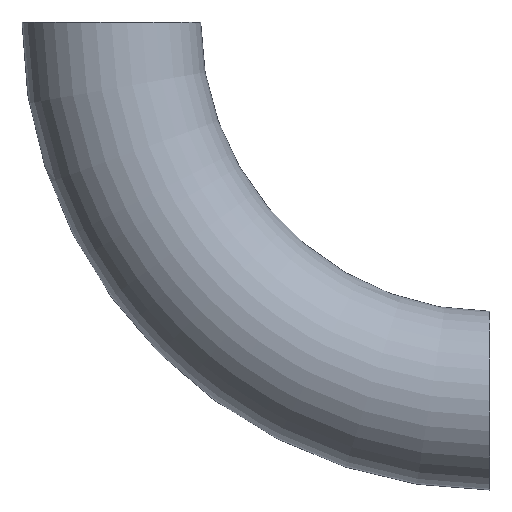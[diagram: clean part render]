
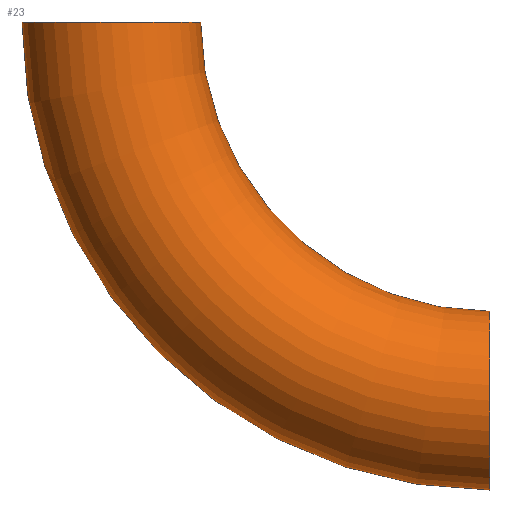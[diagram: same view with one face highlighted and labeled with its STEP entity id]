
A CAD part, front view. The second image highlights one B-rep face of the part: STEP entity #23.
In plain terms, the highlighted toroidal (fillet/blend) face has major radius 57 mm and minor radius 13.45 mm.
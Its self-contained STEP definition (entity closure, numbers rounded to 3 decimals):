
#12 = CIRCLE ( 'NONE', #94, 70.45 ) ;
#13 = AXIS2_PLACEMENT_3D ( 'NONE', #81, #84, #126 ) ;
#19 = EDGE_CURVE ( 'NONE', #74, #190, #40, .T. ) ;
#23 = ADVANCED_FACE ( 'NONE', ( #195 ), #220, .T. ) ;
#32 = ORIENTED_EDGE ( 'NONE', *, *, #19, .T. ) ;
#40 = CIRCLE ( 'NONE', #129, 43.55 ) ;
#47 = CARTESIAN_POINT ( 'NONE',  ( 0., 0., -57. ) ) ;
#56 = CARTESIAN_POINT ( 'NONE',  ( 0., 0., 0. ) ) ;
#58 = EDGE_CURVE ( 'NONE', #160, #121, #12, .T. ) ;
#59 = CARTESIAN_POINT ( 'NONE',  ( -70.45, 0., 0. ) ) ;
#65 = CIRCLE ( 'NONE', #184, 13.45 ) ;
#66 = DIRECTION ( 'NONE',  ( 0., 0., 1. ) ) ;
#68 = CARTESIAN_POINT ( 'NONE',  ( 0., 0., -70.45 ) ) ;
#74 = VERTEX_POINT ( 'NONE', #214 ) ;
#79 = DIRECTION ( 'NONE',  ( 1., 0., 0. ) ) ;
#81 = CARTESIAN_POINT ( 'NONE',  ( 0., 0., 0. ) ) ;
#83 = CARTESIAN_POINT ( 'NONE',  ( -57., 0., 0. ) ) ;
#84 = DIRECTION ( 'NONE',  ( 0., 1., 0. ) ) ;
#94 = AXIS2_PLACEMENT_3D ( 'NONE', #236, #144, #217 ) ;
#98 = EDGE_CURVE ( 'NONE', #121, #190, #189, .T. ) ;
#121 = VERTEX_POINT ( 'NONE', #59 ) ;
#126 = DIRECTION ( 'NONE',  ( 0., 0., 1. ) ) ;
#129 = AXIS2_PLACEMENT_3D ( 'NONE', #56, #182, #161 ) ;
#142 = ORIENTED_EDGE ( 'NONE', *, *, #98, .F. ) ;
#144 = DIRECTION ( 'NONE',  ( 0., 1., 0. ) ) ;
#157 = ORIENTED_EDGE ( 'NONE', *, *, #58, .F. ) ;
#160 = VERTEX_POINT ( 'NONE', #68 ) ;
#161 = DIRECTION ( 'NONE',  ( 0., 0., 1. ) ) ;
#165 = CARTESIAN_POINT ( 'NONE',  ( -43.55, 0., 0. ) ) ;
#176 = DIRECTION ( 'NONE',  ( 0., 0., 1. ) ) ;
#182 = DIRECTION ( 'NONE',  ( 0., 1., 0. ) ) ;
#184 = AXIS2_PLACEMENT_3D ( 'NONE', #47, #188, #66 ) ;
#188 = DIRECTION ( 'NONE',  ( -1., 0., 0. ) ) ;
#189 = CIRCLE ( 'NONE', #230, 13.45 ) ;
#190 = VERTEX_POINT ( 'NONE', #165 ) ;
#195 = FACE_OUTER_BOUND ( 'NONE', #211, .T. ) ;
#207 = EDGE_CURVE ( 'NONE', #160, #74, #65, .T. ) ;
#211 = EDGE_LOOP ( 'NONE', ( #157, #234, #32, #142 ) ) ;
#214 = CARTESIAN_POINT ( 'NONE',  ( 0., 0., -43.55 ) ) ;
#217 = DIRECTION ( 'NONE',  ( 0., 0., 1. ) ) ;
#220 = TOROIDAL_SURFACE ( 'NONE', #13, 57., 13.45 ) ;
#230 = AXIS2_PLACEMENT_3D ( 'NONE', #83, #176, #79 ) ;
#234 = ORIENTED_EDGE ( 'NONE', *, *, #207, .T. ) ;
#236 = CARTESIAN_POINT ( 'NONE',  ( 0., 0., 0. ) ) ;
